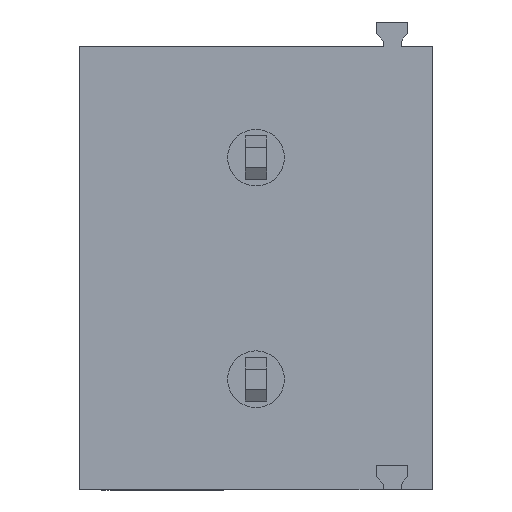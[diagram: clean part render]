
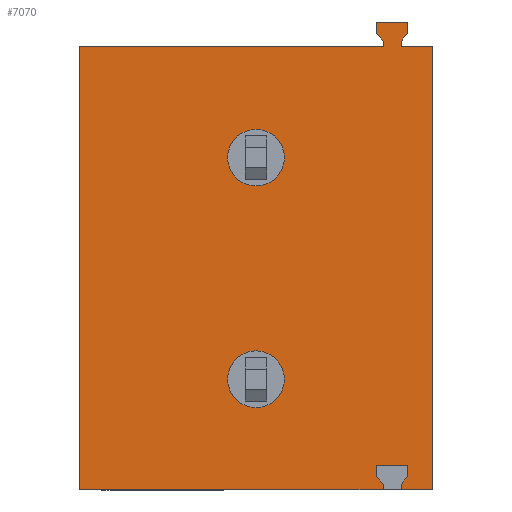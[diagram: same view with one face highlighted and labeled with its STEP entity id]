
A CAD part, front view. The second image highlights one B-rep face of the part: STEP entity #7070.
In plain terms, the highlighted planar face has unit normal (0, -1, 0).
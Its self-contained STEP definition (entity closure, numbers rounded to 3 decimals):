
#610=CARTESIAN_POINT('',(-31.804,15.509,2.54));
#620=VERTEX_POINT('',#610);
#770=CARTESIAN_POINT('',(-31.804,15.509,-7.62));
#780=VERTEX_POINT('',#770);
#810=CARTESIAN_POINT('',(-31.804,15.509,0.));
#820=DIRECTION('',(0.,0.,1.));
#830=VECTOR('',#820,1.);
#840=LINE('',#810,#830);
#850=EDGE_CURVE('',#780,#620,#840,.T.);
#5270=CARTESIAN_POINT('',(-34.43,15.509,
-1.602));
#5280=DIRECTION('',(0.,-1.,0.));
#5290=DIRECTION('',(1.,0.,0.));
#5300=AXIS2_PLACEMENT_3D('',#5270,#5280,#5290);
#5310=PLANE('',#5300);
#5320=CARTESIAN_POINT('',(-88.926,15.509,-7.62));
#5330=DIRECTION('',(-1.,0.,0.));
#5340=VECTOR('',#5330,1.);
#5350=LINE('',#5320,#5340);
#5360=CARTESIAN_POINT('',(-38.767,15.509,-7.62));
#5370=VERTEX_POINT('',#5360);
#5380=EDGE_CURVE('',#780,#5370,#5350,.T.);
#5390=ORIENTED_EDGE('',*,*,#5380,.F.);
#5400=CARTESIAN_POINT('',(-38.767,15.509,0.));
#5410=DIRECTION('',(0.,0.,-1.));
#5420=VECTOR('',#5410,1.);
#5430=LINE('',#5400,#5420);
#5440=CARTESIAN_POINT('',(-38.767,15.509,
-7.749));
#5450=VERTEX_POINT('',#5440);
#5460=EDGE_CURVE('',#5370,#5450,#5430,.T.);
#5470=ORIENTED_EDGE('',*,*,#5460,.F.);
#5480=CARTESIAN_POINT('',(-45.283,15.509,0.));
#5490=DIRECTION('',(0.644,0.,-0.765));
#5500=VECTOR('',#5490,1.);
#5510=LINE('',#5480,#5500);
#5520=CARTESIAN_POINT('',(-38.617,15.509,
-7.927));
#5530=VERTEX_POINT('',#5520);
#5540=EDGE_CURVE('',#5450,#5530,#5510,.T.);
#5550=ORIENTED_EDGE('',*,*,#5540,.F.);
#5560=CARTESIAN_POINT('',(-38.617,15.509,0.));
#5570=DIRECTION('',(0.,0.,-1.));
#5580=VECTOR('',#5570,1.);
#5590=LINE('',#5560,#5580);
#5600=CARTESIAN_POINT('',(-38.617,15.509,
-8.19));
#5610=VERTEX_POINT('',#5600);
#5620=EDGE_CURVE('',#5530,#5610,#5590,.T.);
#5630=ORIENTED_EDGE('',*,*,#5620,.F.);
#5640=CARTESIAN_POINT('',(-88.926,15.509,
-8.19));
#5650=DIRECTION('',(-1.,0.,0.));
#5660=VECTOR('',#5650,1.);
#5670=LINE('',#5640,#5660);
#5680=CARTESIAN_POINT('',(-39.331,15.509,
-8.19));
#5690=VERTEX_POINT('',#5680);
#5700=EDGE_CURVE('',#5610,#5690,#5670,.T.);
#5710=ORIENTED_EDGE('',*,*,#5700,.F.);
#5720=CARTESIAN_POINT('',(-39.331,15.509,0.));
#5730=DIRECTION('',(0.,0.,1.));
#5740=VECTOR('',#5730,1.);
#5750=LINE('',#5720,#5740);
#5760=CARTESIAN_POINT('',(-39.331,15.509,
-7.927));
#5770=VERTEX_POINT('',#5760);
#5780=EDGE_CURVE('',#5690,#5770,#5750,.T.);
#5790=ORIENTED_EDGE('',*,*,#5780,.F.);
#5800=CARTESIAN_POINT('',(-32.665,15.509,0.));
#5810=DIRECTION('',(0.644,0.,0.765));
#5820=VECTOR('',#5810,1.);
#5830=LINE('',#5800,#5820);
#5840=CARTESIAN_POINT('',(-39.181,15.509,
-7.749));
#5850=VERTEX_POINT('',#5840);
#5860=EDGE_CURVE('',#5770,#5850,#5830,.T.);
#5870=ORIENTED_EDGE('',*,*,#5860,.F.);
#5880=CARTESIAN_POINT('',(-39.181,15.509,0.));
#5890=DIRECTION('',(0.,0.,1.));
#5900=VECTOR('',#5890,1.);
#5910=LINE('',#5880,#5900);
#5920=CARTESIAN_POINT('',(-39.181,15.509,-7.62));
#5930=VERTEX_POINT('',#5920);
#5940=EDGE_CURVE('',#5850,#5930,#5910,.T.);
#5950=ORIENTED_EDGE('',*,*,#5940,.F.);
#5960=CARTESIAN_POINT('',(-39.904,15.509,-7.62));
#5970=VERTEX_POINT('',#5960);
#5980=EDGE_CURVE('',#5930,#5970,#5350,.T.);
#5990=ORIENTED_EDGE('',*,*,#5980,.F.);
#6000=CARTESIAN_POINT('',(-39.904,15.509,0.));
#6010=DIRECTION('',(0.,0.,1.));
#6020=VECTOR('',#6010,1.);
#6030=LINE('',#6000,#6020);
#6040=CARTESIAN_POINT('',(-39.904,15.509,2.54));
#6050=VERTEX_POINT('',#6040);
#6060=EDGE_CURVE('',#5970,#6050,#6030,.T.);
#6070=ORIENTED_EDGE('',*,*,#6060,.F.);
#6080=CARTESIAN_POINT('',(-88.926,15.509,2.54));
#6090=DIRECTION('',(-1.,0.,0.));
#6100=VECTOR('',#6090,1.);
#6110=LINE('',#6080,#6100);
#6120=CARTESIAN_POINT('',(-39.181,15.509,2.54));
#6130=VERTEX_POINT('',#6120);
#6140=EDGE_CURVE('',#6130,#6050,#6110,.T.);
#6150=ORIENTED_EDGE('',*,*,#6140,.T.);
#6160=CARTESIAN_POINT('',(-39.181,15.509,0.));
#6170=DIRECTION('',(0.,0.,1.));
#6180=VECTOR('',#6170,1.);
#6190=LINE('',#6160,#6180);
#6200=CARTESIAN_POINT('',(-39.181,15.509,
2.411));
#6210=VERTEX_POINT('',#6200);
#6220=EDGE_CURVE('',#6210,#6130,#6190,.T.);
#6230=ORIENTED_EDGE('',*,*,#6220,.T.);
#6240=CARTESIAN_POINT('',(-41.209,15.509,0.));
#6250=DIRECTION('',(0.644,0.,0.765));
#6260=VECTOR('',#6250,1.);
#6270=LINE('',#6240,#6260);
#6280=CARTESIAN_POINT('',(-39.331,15.509,
2.233));
#6290=VERTEX_POINT('',#6280);
#6300=EDGE_CURVE('',#6290,#6210,#6270,.T.);
#6310=ORIENTED_EDGE('',*,*,#6300,.T.);
#6320=CARTESIAN_POINT('',(-39.331,15.509,0.));
#6330=DIRECTION('',(0.,0.,1.));
#6340=VECTOR('',#6330,1.);
#6350=LINE('',#6320,#6340);
#6360=CARTESIAN_POINT('',(-39.331,15.509,
1.97));
#6370=VERTEX_POINT('',#6360);
#6380=EDGE_CURVE('',#6370,#6290,#6350,.T.);
#6390=ORIENTED_EDGE('',*,*,#6380,.T.);
#6400=CARTESIAN_POINT('',(-88.926,15.509,
1.97));
#6410=DIRECTION('',(-1.,0.,0.));
#6420=VECTOR('',#6410,1.);
#6430=LINE('',#6400,#6420);
#6440=CARTESIAN_POINT('',(-38.617,15.509,
1.97));
#6450=VERTEX_POINT('',#6440);
#6460=EDGE_CURVE('',#6450,#6370,#6430,.T.);
#6470=ORIENTED_EDGE('',*,*,#6460,.T.);
#6480=CARTESIAN_POINT('',(-38.617,15.509,0.));
#6490=DIRECTION('',(0.,0.,-1.));
#6500=VECTOR('',#6490,1.);
#6510=LINE('',#6480,#6500);
#6520=CARTESIAN_POINT('',(-38.617,15.509,
2.233));
#6530=VERTEX_POINT('',#6520);
#6540=EDGE_CURVE('',#6530,#6450,#6510,.T.);
#6550=ORIENTED_EDGE('',*,*,#6540,.T.);
#6560=CARTESIAN_POINT('',(-36.739,15.509,0.));
#6570=DIRECTION('',(0.644,0.,-0.765));
#6580=VECTOR('',#6570,1.);
#6590=LINE('',#6560,#6580);
#6600=CARTESIAN_POINT('',(-38.767,15.509,
2.411));
#6610=VERTEX_POINT('',#6600);
#6620=EDGE_CURVE('',#6610,#6530,#6590,.T.);
#6630=ORIENTED_EDGE('',*,*,#6620,.T.);
#6640=CARTESIAN_POINT('',(-38.767,15.509,0.));
#6650=DIRECTION('',(0.,0.,-1.));
#6660=VECTOR('',#6650,1.);
#6670=LINE('',#6640,#6660);
#6680=CARTESIAN_POINT('',(-38.767,15.509,2.54));
#6690=VERTEX_POINT('',#6680);
#6700=EDGE_CURVE('',#6690,#6610,#6670,.T.);
#6710=ORIENTED_EDGE('',*,*,#6700,.T.);
#6720=EDGE_CURVE('',#620,#6690,#6110,.T.);
#6730=ORIENTED_EDGE('',*,*,#6720,.T.);
#6740=ORIENTED_EDGE('',*,*,#850,.T.);
#6750=EDGE_LOOP('',(#6740,#6730,#6710,#6630,#6550,#6470,#6390,#6310,
#6230,#6150,#6070,#5990,#5950,#5870,#5790,#5710,#5630,#5550,#5470,#5390)
);
#6760=FACE_OUTER_BOUND('',#6750,.T.);
#6770=CARTESIAN_POINT('',(-35.854,15.509,-5.08));
#6780=DIRECTION('',(0.,-1.,0.));
#6790=DIRECTION('',(1.,0.,0.));
#6800=AXIS2_PLACEMENT_3D('',#6770,#6780,#6790);
#6810=CIRCLE('',#6800,0.65);
#6820=CARTESIAN_POINT('',(-36.504,15.509,-5.08));
#6830=VERTEX_POINT('',#6820);
#6840=CARTESIAN_POINT('',(-35.204,15.509,-5.08));
#6850=VERTEX_POINT('',#6840);
#6860=EDGE_CURVE('',#6830,#6850,#6810,.T.);
#6870=ORIENTED_EDGE('',*,*,#6860,.F.);
#6880=EDGE_CURVE('',#6850,#6830,#6810,.T.);
#6890=ORIENTED_EDGE('',*,*,#6880,.F.);
#6900=EDGE_LOOP('',(#6890,#6870));
#6910=FACE_BOUND('',#6900,.T.);
#6920=CARTESIAN_POINT('',(-35.854,15.509,0.));
#6930=DIRECTION('',(0.,-1.,0.));
#6940=DIRECTION('',(1.,0.,0.));
#6950=AXIS2_PLACEMENT_3D('',#6920,#6930,#6940);
#6960=CIRCLE('',#6950,0.65);
#6970=CARTESIAN_POINT('',(-35.204,15.509,0.));
#6980=VERTEX_POINT('',#6970);
#6990=CARTESIAN_POINT('',(-36.504,15.509,
0.));
#7000=VERTEX_POINT('',#6990);
#7010=EDGE_CURVE('',#6980,#7000,#6960,.T.);
#7020=ORIENTED_EDGE('',*,*,#7010,.F.);
#7030=EDGE_CURVE('',#7000,#6980,#6960,.T.);
#7040=ORIENTED_EDGE('',*,*,#7030,.F.);
#7050=EDGE_LOOP('',(#7040,#7020));
#7060=FACE_BOUND('',#7050,.T.);
#7070=ADVANCED_FACE('',(#6760,#6910,#7060),#5310,.T.);
